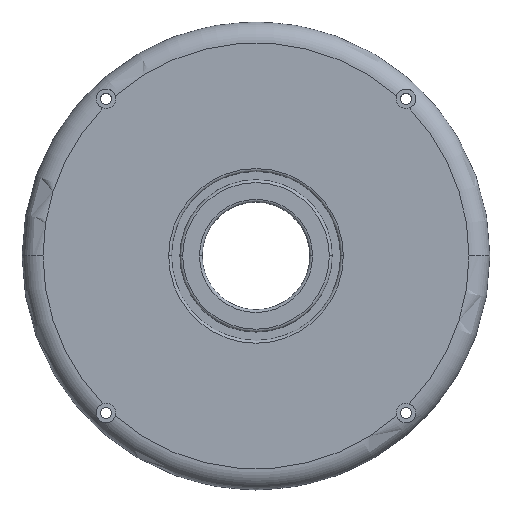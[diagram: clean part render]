
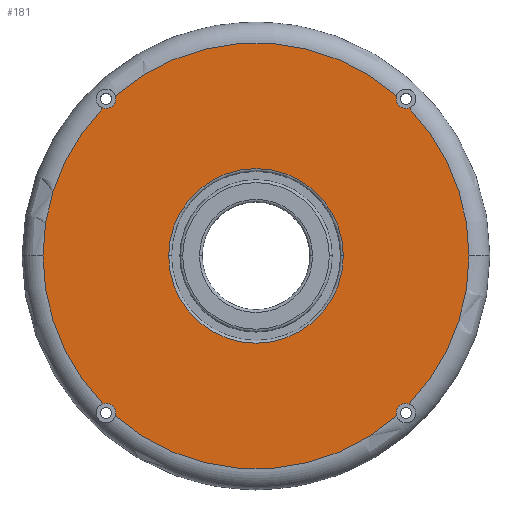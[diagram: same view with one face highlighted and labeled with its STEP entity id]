
A CAD part, top view. The second image highlights one B-rep face of the part: STEP entity #181.
In plain terms, the highlighted planar face has unit normal (0, 0, 1).
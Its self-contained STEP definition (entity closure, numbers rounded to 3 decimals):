
#2 = DIRECTION ( 'NONE',  ( 0., 0., 1. ) ) ;
#8 = DIRECTION ( 'NONE',  ( 0., 0., 1. ) ) ;
#24 = AXIS2_PLACEMENT_3D ( 'NONE', #616, #1703, #657 ) ;
#55 = DIRECTION ( 'NONE',  ( 0., 0., 1. ) ) ;
#64 = ORIENTED_EDGE ( 'NONE', *, *, #1162, .T. ) ;
#79 = EDGE_CURVE ( 'NONE', #363, #215, #123, .T. ) ;
#123 = CIRCLE ( 'NONE', #997, 7. ) ;
#124 = CARTESIAN_POINT ( 'NONE',  ( -109.72, -105.914, 65. ) ) ;
#125 = VERTEX_POINT ( 'NONE', #697 ) ;
#147 = VERTEX_POINT ( 'NONE', #971 ) ;
#169 = DIRECTION ( 'NONE',  ( 0., 0., 1. ) ) ;
#170 = EDGE_CURVE ( 'NONE', #377, #125, #1483, .T. ) ;
#180 = CIRCLE ( 'NONE', #821, 7. ) ;
#181 = ADVANCED_FACE ( 'NONE', ( #1033, #268 ), #1101, .T. ) ;
#183 = DIRECTION ( 'NONE',  ( 1., 0., 0. ) ) ;
#207 = AXIS2_PLACEMENT_3D ( 'NONE', #959, #1629, #1109 ) ;
#215 = VERTEX_POINT ( 'NONE', #1117 ) ;
#217 = DIRECTION ( 'NONE',  ( 0., 0., 1. ) ) ;
#223 = CARTESIAN_POINT ( 'NONE',  ( -100.35, 112.5, 65. ) ) ;
#249 = ORIENTED_EDGE ( 'NONE', *, *, #170, .F. ) ;
#254 = EDGE_CURVE ( 'NONE', #886, #444, #1565, .T. ) ;
#258 = EDGE_CURVE ( 'NONE', #1303, #294, #1438, .T. ) ;
#264 = AXIS2_PLACEMENT_3D ( 'NONE', #733, #876, #1670 ) ;
#268 = FACE_OUTER_BOUND ( 'NONE', #689, .T. ) ;
#281 = CARTESIAN_POINT ( 'NONE',  ( 107.35, -112.5, 65. ) ) ;
#285 = CIRCLE ( 'NONE', #1431, 152.5 ) ;
#294 = VERTEX_POINT ( 'NONE', #474 ) ;
#320 = ORIENTED_EDGE ( 'NONE', *, *, #1526, .F. ) ;
#328 = CARTESIAN_POINT ( 'NONE',  ( 107.35, -112.5, 65. ) ) ;
#335 = EDGE_CURVE ( 'NONE', #1408, #215, #861, .T. ) ;
#346 = EDGE_LOOP ( 'NONE', ( #483, #586 ) ) ;
#363 = VERTEX_POINT ( 'NONE', #223 ) ;
#365 = ORIENTED_EDGE ( 'NONE', *, *, #1345, .T. ) ;
#377 = VERTEX_POINT ( 'NONE', #792 ) ;
#384 = AXIS2_PLACEMENT_3D ( 'NONE', #1638, #1515, #727 ) ;
#395 = DIRECTION ( 'NONE',  ( 0., 0., -1. ) ) ;
#410 = DIRECTION ( 'NONE',  ( 1., 0., 0. ) ) ;
#423 = CIRCLE ( 'NONE', #1008, 152.5 ) ;
#431 = EDGE_CURVE ( 'NONE', #1385, #1465, #1406, .T. ) ;
#444 = VERTEX_POINT ( 'NONE', #124 ) ;
#459 = DIRECTION ( 'NONE',  ( 0., 0., 1. ) ) ;
#474 = CARTESIAN_POINT ( 'NONE',  ( 100.66, -114.559, 65. ) ) ;
#483 = ORIENTED_EDGE ( 'NONE', *, *, #431, .T. ) ;
#511 = CARTESIAN_POINT ( 'NONE',  ( 100.35, -112.5, 65. ) ) ;
#520 = ORIENTED_EDGE ( 'NONE', *, *, #853, .F. ) ;
#541 = CARTESIAN_POINT ( 'NONE',  ( -109.72, 105.914, 65. ) ) ;
#586 = ORIENTED_EDGE ( 'NONE', *, *, #1137, .T. ) ;
#587 = AXIS2_PLACEMENT_3D ( 'NONE', #696, #169, #1224 ) ;
#596 = CARTESIAN_POINT ( 'NONE',  ( 0., 0., 65. ) ) ;
#600 = EDGE_CURVE ( 'NONE', #1690, #444, #871, .T. ) ;
#616 = CARTESIAN_POINT ( 'NONE',  ( 0., 0., 65. ) ) ;
#641 = EDGE_CURVE ( 'NONE', #806, #363, #180, .T. ) ;
#657 = DIRECTION ( 'NONE',  ( 1., 0., 0. ) ) ;
#660 = CIRCLE ( 'NONE', #24, 152.5 ) ;
#689 = EDGE_LOOP ( 'NONE', ( #755, #365, #1273, #1440, #1490, #1489, #1199, #520, #804, #64, #249, #320, #1346, #748 ) ) ;
#696 = CARTESIAN_POINT ( 'NONE',  ( 107.35, 112.5, 65. ) ) ;
#697 = CARTESIAN_POINT ( 'NONE',  ( 109.72, 105.914, 65. ) ) ;
#713 = EDGE_CURVE ( 'NONE', #785, #294, #423, .T. ) ;
#727 = DIRECTION ( 'NONE',  ( 1., 0., 0. ) ) ;
#728 = DIRECTION ( 'NONE',  ( 0., 0., 1. ) ) ;
#733 = CARTESIAN_POINT ( 'NONE',  ( -107.35, -112.5, 65. ) ) ;
#748 = ORIENTED_EDGE ( 'NONE', *, *, #79, .F. ) ;
#749 = CARTESIAN_POINT ( 'NONE',  ( 0., 0., 65. ) ) ;
#755 = ORIENTED_EDGE ( 'NONE', *, *, #641, .F. ) ;
#756 = DIRECTION ( 'NONE',  ( 0., 0., 1. ) ) ;
#758 = AXIS2_PLACEMENT_3D ( 'NONE', #596, #854, #1146 ) ;
#781 = CARTESIAN_POINT ( 'NONE',  ( -100.66, -114.559, 65. ) ) ;
#782 = DIRECTION ( 'NONE',  ( 0., 0., 1. ) ) ;
#785 = VERTEX_POINT ( 'NONE', #781 ) ;
#792 = CARTESIAN_POINT ( 'NONE',  ( 100.35, 112.5, 65. ) ) ;
#804 = ORIENTED_EDGE ( 'NONE', *, *, #1660, .T. ) ;
#806 = VERTEX_POINT ( 'NONE', #541 ) ;
#821 = AXIS2_PLACEMENT_3D ( 'NONE', #1274, #217, #1666 ) ;
#835 = CARTESIAN_POINT ( 'NONE',  ( -62.5, 0., 65. ) ) ;
#853 = EDGE_CURVE ( 'NONE', #1423, #1303, #1492, .T. ) ;
#854 = DIRECTION ( 'NONE',  ( 0., 0., 1. ) ) ;
#861 = CIRCLE ( 'NONE', #1441, 152.5 ) ;
#867 = DIRECTION ( 'NONE',  ( 1., 0., 0. ) ) ;
#871 = CIRCLE ( 'NONE', #264, 7. ) ;
#876 = DIRECTION ( 'NONE',  ( 0., 0., 1. ) ) ;
#886 = VERTEX_POINT ( 'NONE', #1319 ) ;
#897 = DIRECTION ( 'NONE',  ( 1., 0., 0. ) ) ;
#915 = CARTESIAN_POINT ( 'NONE',  ( 0., 0., 65. ) ) ;
#957 = CARTESIAN_POINT ( 'NONE',  ( 107.35, 112.5, 65. ) ) ;
#959 = CARTESIAN_POINT ( 'NONE',  ( -107.35, -112.5, 65. ) ) ;
#971 = CARTESIAN_POINT ( 'NONE',  ( 152.5, 0., 65. ) ) ;
#997 = AXIS2_PLACEMENT_3D ( 'NONE', #1579, #782, #1705 ) ;
#1003 = CIRCLE ( 'NONE', #758, 152.5 ) ;
#1008 = AXIS2_PLACEMENT_3D ( 'NONE', #1166, #1180, #897 ) ;
#1033 = FACE_BOUND ( 'NONE', #346, .T. ) ;
#1039 = AXIS2_PLACEMENT_3D ( 'NONE', #957, #459, #183 ) ;
#1101 = PLANE ( 'NONE',  #1707 ) ;
#1109 = DIRECTION ( 'NONE',  ( 1., 0., 0. ) ) ;
#1117 = CARTESIAN_POINT ( 'NONE',  ( -100.66, 114.559, 65. ) ) ;
#1137 = EDGE_CURVE ( 'NONE', #1465, #1385, #1373, .T. ) ;
#1146 = DIRECTION ( 'NONE',  ( 1., 0., 0. ) ) ;
#1162 = EDGE_CURVE ( 'NONE', #147, #125, #660, .T. ) ;
#1166 = CARTESIAN_POINT ( 'NONE',  ( 0., 0., 65. ) ) ;
#1180 = DIRECTION ( 'NONE',  ( 0., 0., 1. ) ) ;
#1183 = CARTESIAN_POINT ( 'NONE',  ( 0., 0., 65. ) ) ;
#1191 = CARTESIAN_POINT ( 'NONE',  ( 100.66, 114.559, 65. ) ) ;
#1192 = CIRCLE ( 'NONE', #587, 7. ) ;
#1199 = ORIENTED_EDGE ( 'NONE', *, *, #258, .F. ) ;
#1213 = AXIS2_PLACEMENT_3D ( 'NONE', #328, #55, #867 ) ;
#1224 = DIRECTION ( 'NONE',  ( 1., 0., 0. ) ) ;
#1273 = ORIENTED_EDGE ( 'NONE', *, *, #254, .T. ) ;
#1274 = CARTESIAN_POINT ( 'NONE',  ( -107.35, 112.5, 65. ) ) ;
#1302 = AXIS2_PLACEMENT_3D ( 'NONE', #1499, #728, #1632 ) ;
#1303 = VERTEX_POINT ( 'NONE', #511 ) ;
#1317 = CARTESIAN_POINT ( 'NONE',  ( 62.5, 0., 65. ) ) ;
#1319 = CARTESIAN_POINT ( 'NONE',  ( -152.5, 0., 65. ) ) ;
#1345 = EDGE_CURVE ( 'NONE', #806, #886, #285, .T. ) ;
#1346 = ORIENTED_EDGE ( 'NONE', *, *, #335, .T. ) ;
#1358 = DIRECTION ( 'NONE',  ( 1., 0., 0. ) ) ;
#1373 = CIRCLE ( 'NONE', #384, 62.5 ) ;
#1385 = VERTEX_POINT ( 'NONE', #1317 ) ;
#1392 = DIRECTION ( 'NONE',  ( 1., 0., 0. ) ) ;
#1406 = CIRCLE ( 'NONE', #1539, 62.5 ) ;
#1408 = VERTEX_POINT ( 'NONE', #1191 ) ;
#1415 = AXIS2_PLACEMENT_3D ( 'NONE', #281, #2, #410 ) ;
#1418 = CIRCLE ( 'NONE', #207, 7. ) ;
#1423 = VERTEX_POINT ( 'NONE', #1491 ) ;
#1431 = AXIS2_PLACEMENT_3D ( 'NONE', #915, #8, #1454 ) ;
#1438 = CIRCLE ( 'NONE', #1213, 7. ) ;
#1439 = DIRECTION ( 'NONE',  ( 1., 0., 0. ) ) ;
#1440 = ORIENTED_EDGE ( 'NONE', *, *, #600, .F. ) ;
#1441 = AXIS2_PLACEMENT_3D ( 'NONE', #749, #756, #1392 ) ;
#1454 = DIRECTION ( 'NONE',  ( 1., 0., 0. ) ) ;
#1464 = EDGE_CURVE ( 'NONE', #785, #1690, #1418, .T. ) ;
#1465 = VERTEX_POINT ( 'NONE', #835 ) ;
#1483 = CIRCLE ( 'NONE', #1039, 7. ) ;
#1489 = ORIENTED_EDGE ( 'NONE', *, *, #713, .T. ) ;
#1490 = ORIENTED_EDGE ( 'NONE', *, *, #1464, .F. ) ;
#1491 = CARTESIAN_POINT ( 'NONE',  ( 109.72, -105.914, 65. ) ) ;
#1492 = CIRCLE ( 'NONE', #1415, 7. ) ;
#1499 = CARTESIAN_POINT ( 'NONE',  ( 0., 0., 65. ) ) ;
#1511 = CARTESIAN_POINT ( 'NONE',  ( 0., 0., 65. ) ) ;
#1515 = DIRECTION ( 'NONE',  ( 0., 0., -1. ) ) ;
#1516 = DIRECTION ( 'NONE',  ( 0., 0., 1. ) ) ;
#1526 = EDGE_CURVE ( 'NONE', #1408, #377, #1192, .T. ) ;
#1539 = AXIS2_PLACEMENT_3D ( 'NONE', #1183, #395, #1439 ) ;
#1545 = CARTESIAN_POINT ( 'NONE',  ( -100.35, -112.5, 65. ) ) ;
#1565 = CIRCLE ( 'NONE', #1302, 152.5 ) ;
#1579 = CARTESIAN_POINT ( 'NONE',  ( -107.35, 112.5, 65. ) ) ;
#1629 = DIRECTION ( 'NONE',  ( 0., 0., 1. ) ) ;
#1632 = DIRECTION ( 'NONE',  ( 1., 0., 0. ) ) ;
#1638 = CARTESIAN_POINT ( 'NONE',  ( 0., 0., 65. ) ) ;
#1660 = EDGE_CURVE ( 'NONE', #1423, #147, #1003, .T. ) ;
#1666 = DIRECTION ( 'NONE',  ( 1., 0., 0. ) ) ;
#1670 = DIRECTION ( 'NONE',  ( 1., 0., 0. ) ) ;
#1690 = VERTEX_POINT ( 'NONE', #1545 ) ;
#1703 = DIRECTION ( 'NONE',  ( 0., 0., 1. ) ) ;
#1705 = DIRECTION ( 'NONE',  ( 1., 0., 0. ) ) ;
#1707 = AXIS2_PLACEMENT_3D ( 'NONE', #1511, #1516, #1358 ) ;
